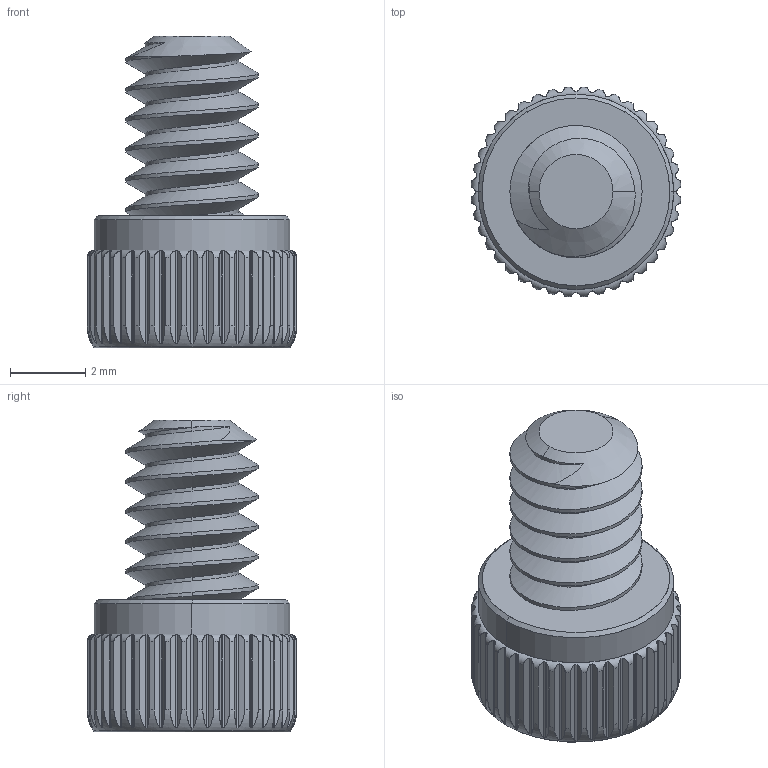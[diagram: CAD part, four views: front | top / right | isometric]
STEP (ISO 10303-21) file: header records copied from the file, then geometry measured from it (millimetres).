
FILE_DESCRIPTION (( 'STEP AP203' ), '1' );
FILE_NAME ('632104.STEP', '2018-06-26T13:12:55', ( '' ), ( '' ), 'SwSTEP 2.0', 'SolidWorks 2016', '' );
FILE_SCHEMA (( 'CONFIG_CONTROL_DESIGN' ));
Length unit declared in the file: inch
Products named in the file (1): 632104
Bounding box: 5.55 x 5.55 x 8.27 mm (x, y, z)
Volume: 98.5 mm3; surface area: 203.7 mm2
Topology: 1 solids, 1 shells, 857 faces, 2024 edges, 1171 vertices
Faces by surface type: bspline 444, cylinder 253, plane 130, torus 19, cone 11
Entity records: 37530 total; most frequent: CARTESIAN_POINT 21143, ORIENTED_EDGE 4048, DIRECTION 2478, EDGE_CURVE 2024, VERTEX_POINT 1171, AXIS2_PLACEMENT_3D 1045, B_SPLINE_CURVE_WITH_KNOTS 947, EDGE_LOOP 859
